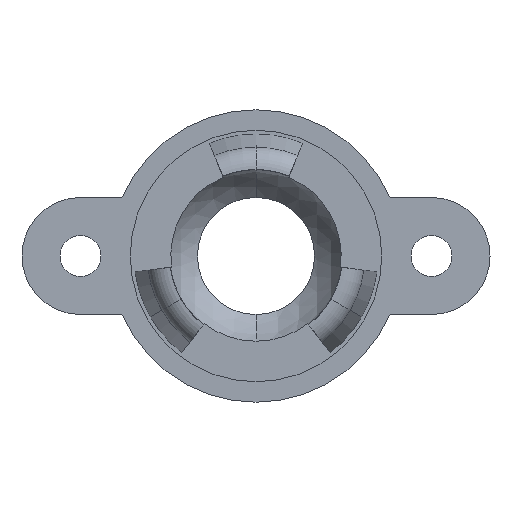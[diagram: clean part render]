
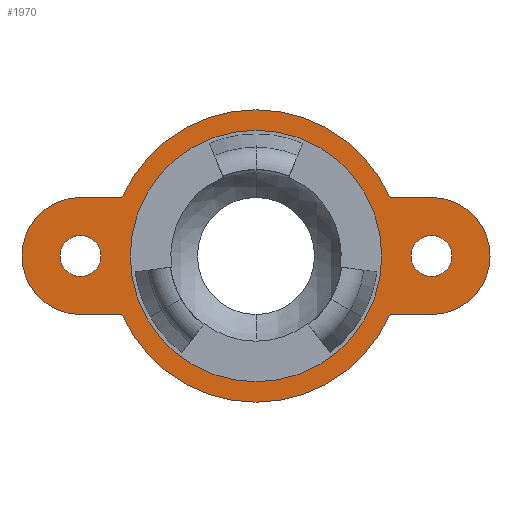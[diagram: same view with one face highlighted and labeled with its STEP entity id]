
A CAD part, front view. The second image highlights one B-rep face of the part: STEP entity #1970.
In plain terms, the highlighted planar face has unit normal (0, -1, 0).
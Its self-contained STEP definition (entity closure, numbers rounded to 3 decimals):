
#39 = DIRECTION ( 'NONE',  ( 0., 1., 0. ) ) ;
#40 = AXIS2_PLACEMENT_3D ( 'NONE', #2018, #1351, #1696 ) ;
#48 = ORIENTED_EDGE ( 'NONE', *, *, #1239, .F. ) ;
#55 = CARTESIAN_POINT ( 'NONE',  ( 11.456, 0., -5. ) ) ;
#57 = ORIENTED_EDGE ( 'NONE', *, *, #1379, .T. ) ;
#128 = CARTESIAN_POINT ( 'NONE',  ( -11.456, 0., 5. ) ) ;
#135 = CIRCLE ( 'NONE', #1429, 10.75 ) ;
#145 = EDGE_LOOP ( 'NONE', ( #57, #844 ) ) ;
#169 = AXIS2_PLACEMENT_3D ( 'NONE', #1015, #1935, #704 ) ;
#173 = AXIS2_PLACEMENT_3D ( 'NONE', #822, #39, #1301 ) ;
#175 = EDGE_CURVE ( 'NONE', #1115, #220, #1816, .T. ) ;
#217 = DIRECTION ( 'NONE',  ( 1., 0., 0. ) ) ;
#218 = CARTESIAN_POINT ( 'NONE',  ( -15., 0., 5. ) ) ;
#220 = VERTEX_POINT ( 'NONE', #693 ) ;
#234 = CARTESIAN_POINT ( 'NONE',  ( 15., 0., -1.75 ) ) ;
#268 = CIRCLE ( 'NONE', #526, 12.5 ) ;
#306 = ORIENTED_EDGE ( 'NONE', *, *, #676, .F. ) ;
#330 = CIRCLE ( 'NONE', #1724, 1.75 ) ;
#332 = CIRCLE ( 'NONE', #1001, 12.5 ) ;
#345 = CARTESIAN_POINT ( 'NONE',  ( 0., 0., -10.75 ) ) ;
#349 = DIRECTION ( 'NONE',  ( 0., 0., 1. ) ) ;
#352 = VERTEX_POINT ( 'NONE', #2016 ) ;
#367 = CARTESIAN_POINT ( 'NONE',  ( -15., 0., -5. ) ) ;
#401 = FACE_BOUND ( 'NONE', #1978, .T. ) ;
#426 = VERTEX_POINT ( 'NONE', #1442 ) ;
#432 = CIRCLE ( 'NONE', #169, 1.75 ) ;
#465 = DIRECTION ( 'NONE',  ( 0., -1., 0. ) ) ;
#498 = VECTOR ( 'NONE', #1929, 1000. ) ;
#508 = EDGE_CURVE ( 'NONE', #1509, #1720, #1585, .T. ) ;
#526 = AXIS2_PLACEMENT_3D ( 'NONE', #1141, #1487, #349 ) ;
#532 = ORIENTED_EDGE ( 'NONE', *, *, #1110, .F. ) ;
#533 = DIRECTION ( 'NONE',  ( -1., 0., 0. ) ) ;
#536 = ORIENTED_EDGE ( 'NONE', *, *, #720, .T. ) ;
#543 = LINE ( 'NONE', #367, #1197 ) ;
#552 = DIRECTION ( 'NONE',  ( 0., 0., 1. ) ) ;
#561 = EDGE_CURVE ( 'NONE', #896, #649, #432, .T. ) ;
#594 = VERTEX_POINT ( 'NONE', #1493 ) ;
#636 = CIRCLE ( 'NONE', #2040, 10.75 ) ;
#645 = DIRECTION ( 'NONE',  ( 0., 0., 1. ) ) ;
#649 = VERTEX_POINT ( 'NONE', #234 ) ;
#667 = EDGE_CURVE ( 'NONE', #352, #594, #543, .T. ) ;
#672 = DIRECTION ( 'NONE',  ( 0., 1., 0. ) ) ;
#673 = VERTEX_POINT ( 'NONE', #345 ) ;
#676 = EDGE_CURVE ( 'NONE', #594, #1509, #1069, .T. ) ;
#693 = CARTESIAN_POINT ( 'NONE',  ( 15., 0., 5. ) ) ;
#704 = DIRECTION ( 'NONE',  ( 0., 0., -1. ) ) ;
#712 = DIRECTION ( 'NONE',  ( 0., 1., 0. ) ) ;
#720 = EDGE_CURVE ( 'NONE', #963, #1536, #939, .T. ) ;
#748 = VERTEX_POINT ( 'NONE', #1076 ) ;
#775 = CARTESIAN_POINT ( 'NONE',  ( 15., 0., 0. ) ) ;
#800 = PLANE ( 'NONE',  #823 ) ;
#816 = EDGE_CURVE ( 'NONE', #1720, #1115, #332, .T. ) ;
#822 = CARTESIAN_POINT ( 'NONE',  ( -15., 0., 0. ) ) ;
#823 = AXIS2_PLACEMENT_3D ( 'NONE', #1437, #1915, #645 ) ;
#844 = ORIENTED_EDGE ( 'NONE', *, *, #561, .T. ) ;
#874 = DIRECTION ( 'NONE',  ( 0., 0., 1. ) ) ;
#877 = CARTESIAN_POINT ( 'NONE',  ( 11.456, 0., 5. ) ) ;
#882 = ORIENTED_EDGE ( 'NONE', *, *, #667, .F. ) ;
#896 = VERTEX_POINT ( 'NONE', #1731 ) ;
#939 = CIRCLE ( 'NONE', #173, 1.75 ) ;
#942 = ORIENTED_EDGE ( 'NONE', *, *, #1133, .F. ) ;
#947 = ORIENTED_EDGE ( 'NONE', *, *, #1158, .T. ) ;
#952 = DIRECTION ( 'NONE',  ( 0., 0., 1. ) ) ;
#963 = VERTEX_POINT ( 'NONE', #1750 ) ;
#964 = VECTOR ( 'NONE', #217, 1000. ) ;
#1001 = AXIS2_PLACEMENT_3D ( 'NONE', #1049, #1516, #552 ) ;
#1003 = DIRECTION ( 'NONE',  ( 0., 1., 0. ) ) ;
#1015 = CARTESIAN_POINT ( 'NONE',  ( 15., 0., 0. ) ) ;
#1035 = CARTESIAN_POINT ( 'NONE',  ( 15., 0., 0. ) ) ;
#1042 = FACE_OUTER_BOUND ( 'NONE', #2001, .T. ) ;
#1049 = CARTESIAN_POINT ( 'NONE',  ( 0., 0., 0. ) ) ;
#1069 = CIRCLE ( 'NONE', #1697, 5. ) ;
#1076 = CARTESIAN_POINT ( 'NONE',  ( 0., 0., -12.5 ) ) ;
#1087 = CARTESIAN_POINT ( 'NONE',  ( -15., 0., 5. ) ) ;
#1102 = CIRCLE ( 'NONE', #1366, 12.5 ) ;
#1110 = EDGE_CURVE ( 'NONE', #1545, #1718, #1136, .T. ) ;
#1115 = VERTEX_POINT ( 'NONE', #1769 ) ;
#1120 = CARTESIAN_POINT ( 'NONE',  ( 15., 0., -5. ) ) ;
#1133 = EDGE_CURVE ( 'NONE', #748, #352, #1102, .T. ) ;
#1136 = LINE ( 'NONE', #55, #498 ) ;
#1139 = ORIENTED_EDGE ( 'NONE', *, *, #175, .F. ) ;
#1141 = CARTESIAN_POINT ( 'NONE',  ( 0., 0., 0. ) ) ;
#1158 = EDGE_CURVE ( 'NONE', #1536, #963, #1199, .T. ) ;
#1188 = FACE_BOUND ( 'NONE', #1957, .T. ) ;
#1197 = VECTOR ( 'NONE', #533, 1000. ) ;
#1199 = CIRCLE ( 'NONE', #40, 1.75 ) ;
#1239 = EDGE_CURVE ( 'NONE', #220, #1545, #1660, .T. ) ;
#1255 = DIRECTION ( 'NONE',  ( 0., -1., 0. ) ) ;
#1271 = DIRECTION ( 'NONE',  ( 1., 0., 0. ) ) ;
#1301 = DIRECTION ( 'NONE',  ( 0., 0., 1. ) ) ;
#1343 = ORIENTED_EDGE ( 'NONE', *, *, #1737, .F. ) ;
#1351 = DIRECTION ( 'NONE',  ( 0., 1., 0. ) ) ;
#1366 = AXIS2_PLACEMENT_3D ( 'NONE', #1948, #1003, #1632 ) ;
#1379 = EDGE_CURVE ( 'NONE', #649, #896, #330, .T. ) ;
#1384 = DIRECTION ( 'NONE',  ( 0., 0., 1. ) ) ;
#1397 = AXIS2_PLACEMENT_3D ( 'NONE', #1035, #712, #1384 ) ;
#1407 = CARTESIAN_POINT ( 'NONE',  ( 0., 0., 0. ) ) ;
#1408 = EDGE_CURVE ( 'NONE', #426, #673, #135, .T. ) ;
#1417 = CARTESIAN_POINT ( 'NONE',  ( 0., 0., 0. ) ) ;
#1429 = AXIS2_PLACEMENT_3D ( 'NONE', #1417, #1255, #952 ) ;
#1437 = CARTESIAN_POINT ( 'NONE',  ( 0., 0., 0. ) ) ;
#1442 = CARTESIAN_POINT ( 'NONE',  ( 0., 0., 10.75 ) ) ;
#1487 = DIRECTION ( 'NONE',  ( 0., 1., 0. ) ) ;
#1493 = CARTESIAN_POINT ( 'NONE',  ( -15., 0., -5. ) ) ;
#1509 = VERTEX_POINT ( 'NONE', #218 ) ;
#1510 = EDGE_CURVE ( 'NONE', #1718, #748, #268, .T. ) ;
#1516 = DIRECTION ( 'NONE',  ( 0., 1., 0. ) ) ;
#1536 = VERTEX_POINT ( 'NONE', #1925 ) ;
#1545 = VERTEX_POINT ( 'NONE', #1120 ) ;
#1585 = LINE ( 'NONE', #1087, #1829 ) ;
#1632 = DIRECTION ( 'NONE',  ( 0., 0., 1. ) ) ;
#1660 = CIRCLE ( 'NONE', #1397, 5. ) ;
#1668 = ORIENTED_EDGE ( 'NONE', *, *, #508, .F. ) ;
#1692 = ORIENTED_EDGE ( 'NONE', *, *, #1510, .F. ) ;
#1696 = DIRECTION ( 'NONE',  ( 0., 0., 1. ) ) ;
#1697 = AXIS2_PLACEMENT_3D ( 'NONE', #1813, #672, #874 ) ;
#1718 = VERTEX_POINT ( 'NONE', #1746 ) ;
#1720 = VERTEX_POINT ( 'NONE', #128 ) ;
#1721 = DIRECTION ( 'NONE',  ( 0., 0., 1. ) ) ;
#1724 = AXIS2_PLACEMENT_3D ( 'NONE', #775, #2041, #1726 ) ;
#1726 = DIRECTION ( 'NONE',  ( 0., 0., -1. ) ) ;
#1731 = CARTESIAN_POINT ( 'NONE',  ( 15., 0., 1.75 ) ) ;
#1737 = EDGE_CURVE ( 'NONE', #673, #426, #636, .T. ) ;
#1746 = CARTESIAN_POINT ( 'NONE',  ( 11.456, 0., -5. ) ) ;
#1750 = CARTESIAN_POINT ( 'NONE',  ( -15., 0., -1.75 ) ) ;
#1769 = CARTESIAN_POINT ( 'NONE',  ( 11.456, 0., 5. ) ) ;
#1813 = CARTESIAN_POINT ( 'NONE',  ( -15., 0., 0. ) ) ;
#1816 = LINE ( 'NONE', #877, #964 ) ;
#1823 = FACE_BOUND ( 'NONE', #145, .T. ) ;
#1829 = VECTOR ( 'NONE', #1271, 1000. ) ;
#1915 = DIRECTION ( 'NONE',  ( 0., 1., 0. ) ) ;
#1925 = CARTESIAN_POINT ( 'NONE',  ( -15., 0., 1.75 ) ) ;
#1929 = DIRECTION ( 'NONE',  ( -1., 0., 0. ) ) ;
#1935 = DIRECTION ( 'NONE',  ( 0., 1., 0. ) ) ;
#1942 = ORIENTED_EDGE ( 'NONE', *, *, #1408, .F. ) ;
#1948 = CARTESIAN_POINT ( 'NONE',  ( 0., 0., 0. ) ) ;
#1957 = EDGE_LOOP ( 'NONE', ( #1942, #1343 ) ) ;
#1970 = ADVANCED_FACE ( 'NONE', ( #1188, #1823, #401, #1042 ), #800, .F. ) ;
#1978 = EDGE_LOOP ( 'NONE', ( #536, #947 ) ) ;
#2001 = EDGE_LOOP ( 'NONE', ( #1692, #532, #48, #1139, #2029, #1668, #306, #882, #942 ) ) ;
#2016 = CARTESIAN_POINT ( 'NONE',  ( -11.456, 0., -5. ) ) ;
#2018 = CARTESIAN_POINT ( 'NONE',  ( -15., 0., 0. ) ) ;
#2029 = ORIENTED_EDGE ( 'NONE', *, *, #816, .F. ) ;
#2040 = AXIS2_PLACEMENT_3D ( 'NONE', #1407, #465, #1721 ) ;
#2041 = DIRECTION ( 'NONE',  ( 0., 1., 0. ) ) ;
